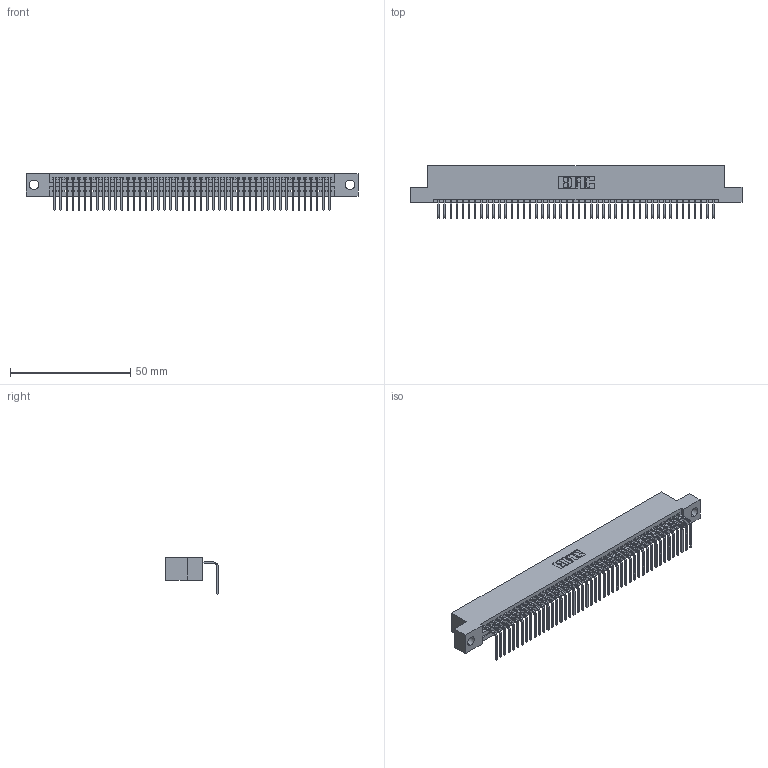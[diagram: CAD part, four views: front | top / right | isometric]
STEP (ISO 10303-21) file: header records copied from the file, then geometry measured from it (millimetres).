
FILE_DESCRIPTION (( 'STEP AP203' ), '1' );
FILE_NAME ('345-046-558-104.STEP', '2018-09-10T04:34:46', ( '' ), ( '' ), 'SwSTEP 2.0', 'SolidWorks 2016', '' );
FILE_SCHEMA (( 'CONFIG_CONTROL_DESIGN' ));
Length unit declared in the file: inch
Products named in the file (3): 345 Part_Flush Mounting Lugs - 0.156 Dia-TH; 345-292-001_558 Tail - 2; 345-046-558-104
Assembly tree (47 placements, depth 2):
  345-046-558-104
    345 Part_Flush Mounting Lugs - 0.156 Dia-TH
    345-292-001_558 Tail - 2  x46
Bounding box: 138.05 x 21.83 x 15.37 mm (x, y, z)
Volume: 13210.2 mm3; surface area: 18318.9 mm2
Topology: 47 solids, 47 shells, 2886 faces, 8713 edges, 5746 vertices
Faces by surface type: plane 2012, cylinder 874
Entity records: 34169 total; most frequent: CARTESIAN_POINT 5926, ORIENTED_EDGE 5906, DIRECTION 5169, EDGE_CURVE 2953, LINE 2637, VECTOR 2637, VERTEX_POINT 1966, AXIS2_PLACEMENT_3D 1266
